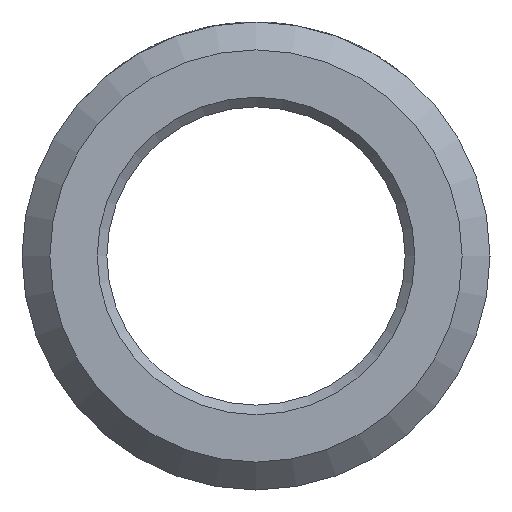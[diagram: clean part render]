
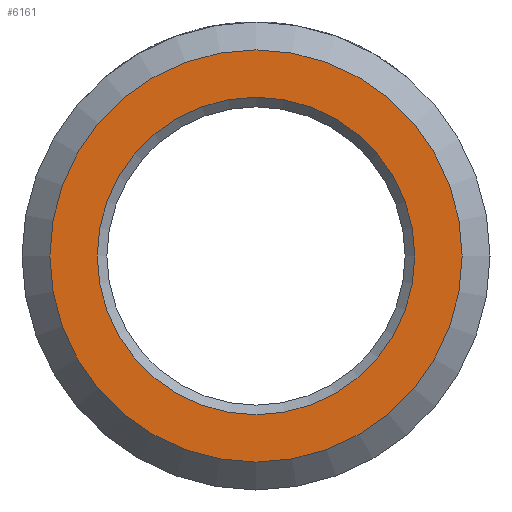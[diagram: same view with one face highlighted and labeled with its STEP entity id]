
A CAD part, left-side view. The second image highlights one B-rep face of the part: STEP entity #6161.
In plain terms, the highlighted planar face has unit normal (-1, 0, 0).
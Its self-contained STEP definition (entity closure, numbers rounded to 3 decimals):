
#946 = ORIENTED_EDGE ( 'NONE', *, *, #1567, .T. ) ;
#1257 = CARTESIAN_POINT ( 'NONE',  ( 0., 4.285, 0. ) ) ;
#1448 = DIRECTION ( 'NONE',  ( 0., 0., -1. ) ) ;
#1523 = AXIS2_PLACEMENT_3D ( 'NONE', #2652, #7773, #8581 ) ;
#1567 = EDGE_CURVE ( 'NONE', #9518, #9518, #4961, .T. ) ;
#1724 = VERTEX_POINT ( 'NONE', #8719 ) ;
#1754 = FACE_BOUND ( 'NONE', #8338, .T. ) ;
#1819 = PLANE ( 'NONE',  #5945 ) ;
#1956 = ORIENTED_EDGE ( 'NONE', *, *, #10777, .T. ) ;
#2076 = DIRECTION ( 'NONE',  ( 0., 0., -1. ) ) ;
#2110 = DIRECTION ( 'NONE',  ( 1., 0., 0. ) ) ;
#2158 = FACE_OUTER_BOUND ( 'NONE', #7316, .T. ) ;
#2652 = CARTESIAN_POINT ( 'NONE',  ( 0., 0., 0. ) ) ;
#4774 = DIRECTION ( 'NONE',  ( 1., 0., 0. ) ) ;
#4961 = CIRCLE ( 'NONE', #7538, 3.3 ) ;
#5448 = CARTESIAN_POINT ( 'NONE',  ( 0., 0., -3.3 ) ) ;
#5945 = AXIS2_PLACEMENT_3D ( 'NONE', #1257, #2110, #2076 ) ;
#6161 = ADVANCED_FACE ( 'NONE', ( #1754, #2158 ), #1819, .F. ) ;
#6369 = CIRCLE ( 'NONE', #1523, 4.285 ) ;
#7316 = EDGE_LOOP ( 'NONE', ( #1956 ) ) ;
#7538 = AXIS2_PLACEMENT_3D ( 'NONE', #9805, #4774, #1448 ) ;
#7773 = DIRECTION ( 'NONE',  ( -1., 0., 0. ) ) ;
#8338 = EDGE_LOOP ( 'NONE', ( #946 ) ) ;
#8581 = DIRECTION ( 'NONE',  ( 0., 0., 1. ) ) ;
#8719 = CARTESIAN_POINT ( 'NONE',  ( 0., 0., 4.285 ) ) ;
#9518 = VERTEX_POINT ( 'NONE', #5448 ) ;
#9805 = CARTESIAN_POINT ( 'NONE',  ( 0., 0., 0. ) ) ;
#10777 = EDGE_CURVE ( 'NONE', #1724, #1724, #6369, .T. ) ;
